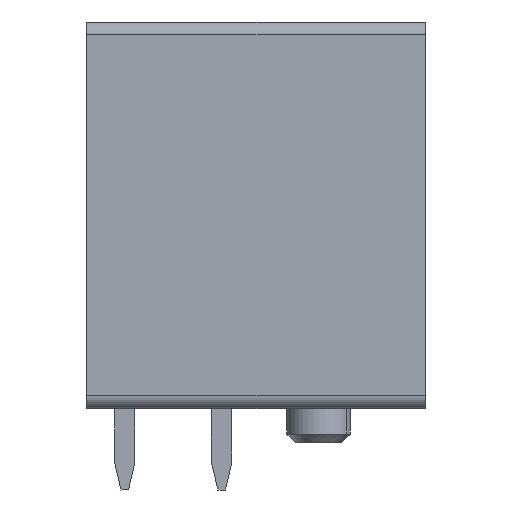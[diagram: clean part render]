
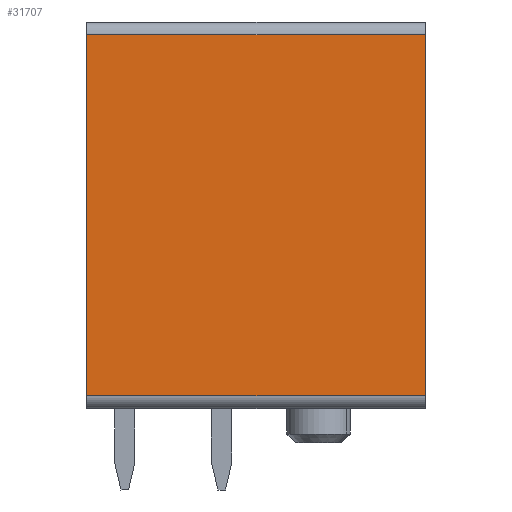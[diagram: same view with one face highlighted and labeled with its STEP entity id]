
A CAD part, left-side view. The second image highlights one B-rep face of the part: STEP entity #31707.
In plain terms, the highlighted planar face has unit normal (-1, 0, 0).
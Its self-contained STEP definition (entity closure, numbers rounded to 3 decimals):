
#31699=AXIS2_PLACEMENT_3D('Plane Axis2P3D',#31696,#31697,#31698) ;
#210=CARTESIAN_POINT('Vertex',(0.,0.,17.9)) ;
#213=CARTESIAN_POINT('Line Origine',(0.,0.,10.8)) ;
#217=CARTESIAN_POINT('Vertex',(0.,0.,3.7)) ;
#4233=CARTESIAN_POINT('Vertex',(0.,13.3,3.7)) ;
#4236=CARTESIAN_POINT('Line Origine',(0.,13.3,10.8)) ;
#4240=CARTESIAN_POINT('Vertex',(0.,13.3,17.9)) ;
#31667=CARTESIAN_POINT('Line Origine',(0.,6.65,17.9)) ;
#31684=CARTESIAN_POINT('Line Origine',(0.,6.65,3.7)) ;
#31696=CARTESIAN_POINT('Axis2P3D Location',(0.,0.,0.)) ;
#214=DIRECTION('Vector Direction',(0.,0.,-1.)) ;
#4237=DIRECTION('Vector Direction',(0.,0.,1.)) ;
#31668=DIRECTION('Vector Direction',(0.,1.,0.)) ;
#31685=DIRECTION('Vector Direction',(0.,1.,0.)) ;
#31697=DIRECTION('Axis2P3D Direction',(-1.,0.,0.)) ;
#31698=DIRECTION('Axis2P3D XDirection',(0.,-1.,0.)) ;
#215=VECTOR('Line Direction',#214,1.) ;
#4238=VECTOR('Line Direction',#4237,1.) ;
#31669=VECTOR('Line Direction',#31668,1.) ;
#31686=VECTOR('Line Direction',#31685,1.) ;
#31702=ORIENTED_EDGE('',*,*,#219,.T.) ;
#31703=ORIENTED_EDGE('',*,*,#31671,.T.) ;
#31704=ORIENTED_EDGE('',*,*,#4242,.T.) ;
#31705=ORIENTED_EDGE('',*,*,#31688,.T.) ;
#31707=ADVANCED_FACE('HOUSING',(#31706),#31700,.T.) ;
#219=EDGE_CURVE('',#218,#211,#216,.F.) ;
#4242=EDGE_CURVE('',#4241,#4234,#4239,.F.) ;
#31671=EDGE_CURVE('',#211,#4241,#31670,.T.) ;
#31688=EDGE_CURVE('',#4234,#218,#31687,.F.) ;
#31701=EDGE_LOOP('',(#31702,#31703,#31704,#31705)) ;
#31706=FACE_OUTER_BOUND('',#31701,.T.) ;
#216=LINE('Line',#213,#215) ;
#4239=LINE('Line',#4236,#4238) ;
#31670=LINE('Line',#31667,#31669) ;
#31687=LINE('Line',#31684,#31686) ;
#31700=PLANE('',#31699) ;
#211=VERTEX_POINT('',#210) ;
#218=VERTEX_POINT('',#217) ;
#4234=VERTEX_POINT('',#4233) ;
#4241=VERTEX_POINT('',#4240) ;
